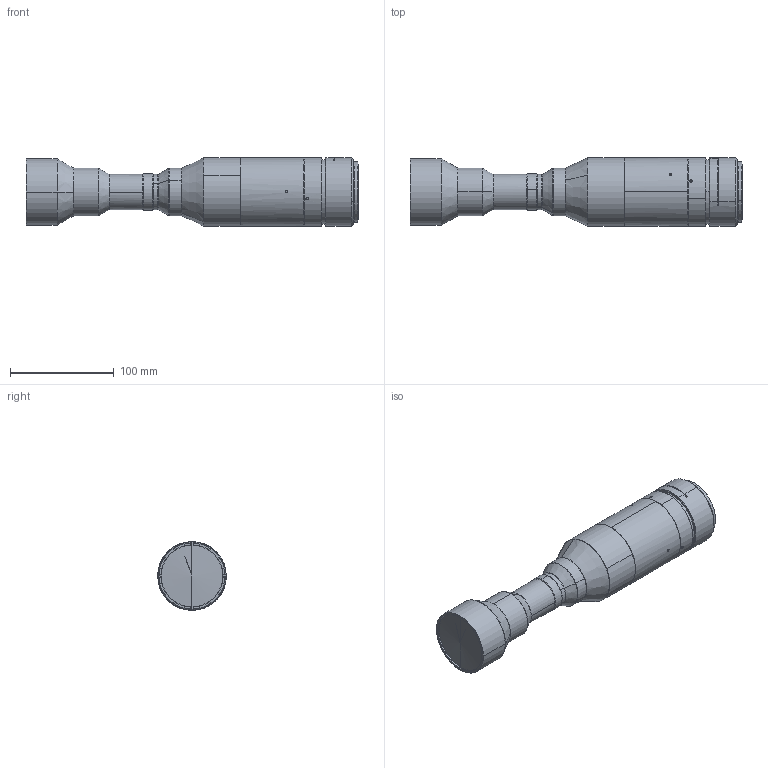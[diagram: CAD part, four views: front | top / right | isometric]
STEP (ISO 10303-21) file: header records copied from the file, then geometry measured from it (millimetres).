
FILE_DESCRIPTION (( 'STEP AP203' ), '1' );
FILE_NAME ('DTCA175-28-128-M58-AL.STEP', '2022-07-01T08:09:13', ( '' ), ( '' ), 'SwSTEP 2.0', 'SolidWorks 2017', '' );
FILE_SCHEMA (( 'CONFIG_CONTROL_DESIGN' ));
Length unit declared in the file: millimetre
Products named in the file (1): DTCA175-28-128-M58-AL
Bounding box: 320 x 66 x 66 mm (x, y, z)
Volume: 810068.4 mm3; surface area: 66538.6 mm2
Topology: 1 solids, 2 shells, 128 faces, 303 edges, 188 vertices
Faces by surface type: cylinder 49, cone 44, plane 19, bspline 14, torus 2
Entity records: 4386 total; most frequent: CARTESIAN_POINT 1406, DIRECTION 631, ORIENTED_EDGE 598, EDGE_CURVE 299, AXIS2_PLACEMENT_3D 263, VERTEX_POINT 188, CIRCLE 148, EDGE_LOOP 143
